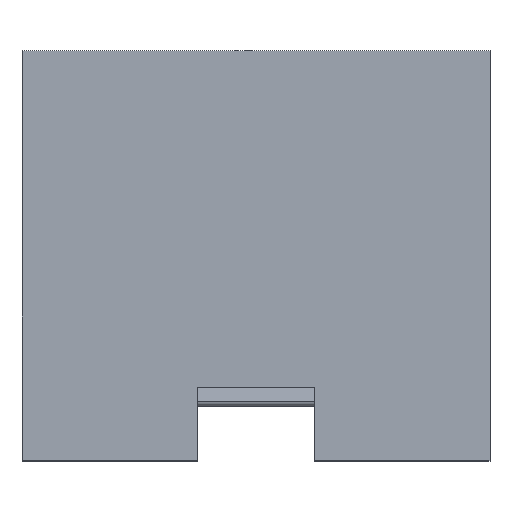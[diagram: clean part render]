
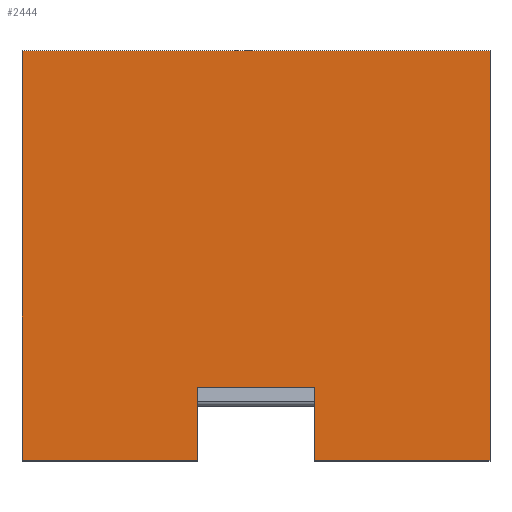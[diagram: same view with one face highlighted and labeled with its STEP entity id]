
A CAD part, top view. The second image highlights one B-rep face of the part: STEP entity #2444.
In plain terms, the highlighted planar face has unit normal (0, 0, 1).
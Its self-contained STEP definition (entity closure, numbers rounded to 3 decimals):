
#2444=ADVANCED_FACE('',(#4729),#4730,.T.);
#4729=FACE_OUTER_BOUND('',#5819,.T.);
#4730=PLANE('',#5820);
#5819=EDGE_LOOP('',(#7819,#7820,#7821,#7822,#7823,#7824,#7825,#7826));
#5820=AXIS2_PLACEMENT_3D('',#7827,#7828,#7829);
#7819=ORIENTED_EDGE('',*,*,#9852,.T.);
#7820=ORIENTED_EDGE('',*,*,#9854,.T.);
#7821=ORIENTED_EDGE('',*,*,#9838,.T.);
#7822=ORIENTED_EDGE('',*,*,#9856,.F.);
#7823=ORIENTED_EDGE('',*,*,#9857,.F.);
#7824=ORIENTED_EDGE('',*,*,#9858,.F.);
#7825=ORIENTED_EDGE('',*,*,#9859,.F.);
#7826=ORIENTED_EDGE('',*,*,#9860,.F.);
#7827=CARTESIAN_POINT('',(0.8,0.7,4.5));
#7828=DIRECTION('',(0.0,0.0,1.0));
#7829=DIRECTION('',(1.0,0.0,0.0));
#9838=EDGE_CURVE('',#11159,#11157,#11160,.T.);
#9852=EDGE_CURVE('',#11185,#11183,#11186,.T.);
#9854=EDGE_CURVE('',#11183,#11159,#11188,.T.);
#9856=EDGE_CURVE('',#11190,#11157,#11191,.T.);
#9857=EDGE_CURVE('',#11192,#11190,#11193,.T.);
#9858=EDGE_CURVE('',#11194,#11192,#11195,.T.);
#9859=EDGE_CURVE('',#11196,#11194,#11197,.T.);
#9860=EDGE_CURVE('',#11185,#11196,#11198,.T.);
#11157=VERTEX_POINT('',#11458);
#11159=VERTEX_POINT('',#11461);
#11160=LINE('',#11462,#11463);
#11183=VERTEX_POINT('',#11494);
#11185=VERTEX_POINT('',#11497);
#11186=LINE('',#11498,#11499);
#11188=LINE('',#11502,#11503);
#11190=VERTEX_POINT('',#11506);
#11191=LINE('',#11507,#11508);
#11192=VERTEX_POINT('',#11509);
#11193=LINE('',#11510,#11511);
#11194=VERTEX_POINT('',#11512);
#11195=LINE('',#11513,#11514);
#11196=VERTEX_POINT('',#11515);
#11197=LINE('',#11516,#11517);
#11198=LINE('',#11518,#11519);
#11458=CARTESIAN_POINT('',(0.4,-1.4,4.5));
#11461=CARTESIAN_POINT('',(0.4,-0.9,4.5));
#11462=CARTESIAN_POINT('',(0.4,-0.9,4.5));
#11463=VECTOR('',#11682,0.5);
#11494=CARTESIAN_POINT('',(-0.4,-0.9,4.5));
#11497=CARTESIAN_POINT('',(-0.4,-1.4,4.5));
#11498=CARTESIAN_POINT('',(-0.4,-1.4,4.5));
#11499=VECTOR('',#11704,0.5);
#11502=CARTESIAN_POINT('',(-0.4,-0.9,4.5));
#11503=VECTOR('',#11706,0.8);
#11506=CARTESIAN_POINT('',(1.6,-1.4,4.5));
#11507=CARTESIAN_POINT('',(1.6,-1.4,4.5));
#11508=VECTOR('',#11708,1.2);
#11509=CARTESIAN_POINT('',(1.6,1.4,4.5));
#11510=CARTESIAN_POINT('',(1.6,1.4,4.5));
#11511=VECTOR('',#11709,2.8);
#11512=CARTESIAN_POINT('',(-1.6,1.4,4.5));
#11513=CARTESIAN_POINT('',(-1.6,1.4,4.5));
#11514=VECTOR('',#11710,3.2);
#11515=CARTESIAN_POINT('',(-1.6,-1.4,4.5));
#11516=CARTESIAN_POINT('',(-1.6,-1.4,4.5));
#11517=VECTOR('',#11711,2.8);
#11518=CARTESIAN_POINT('',(-0.4,-1.4,4.5));
#11519=VECTOR('',#11712,1.2);
#11682=DIRECTION('',(0.0,-1.0,0.0));
#11704=DIRECTION('',(0.0,1.0,0.0));
#11706=DIRECTION('',(1.0,0.0,0.0));
#11708=DIRECTION('',(-1.0,0.0,0.0));
#11709=DIRECTION('',(0.0,-1.0,0.0));
#11710=DIRECTION('',(1.0,0.0,0.0));
#11711=DIRECTION('',(0.0,1.0,0.0));
#11712=DIRECTION('',(-1.0,0.0,0.0));
